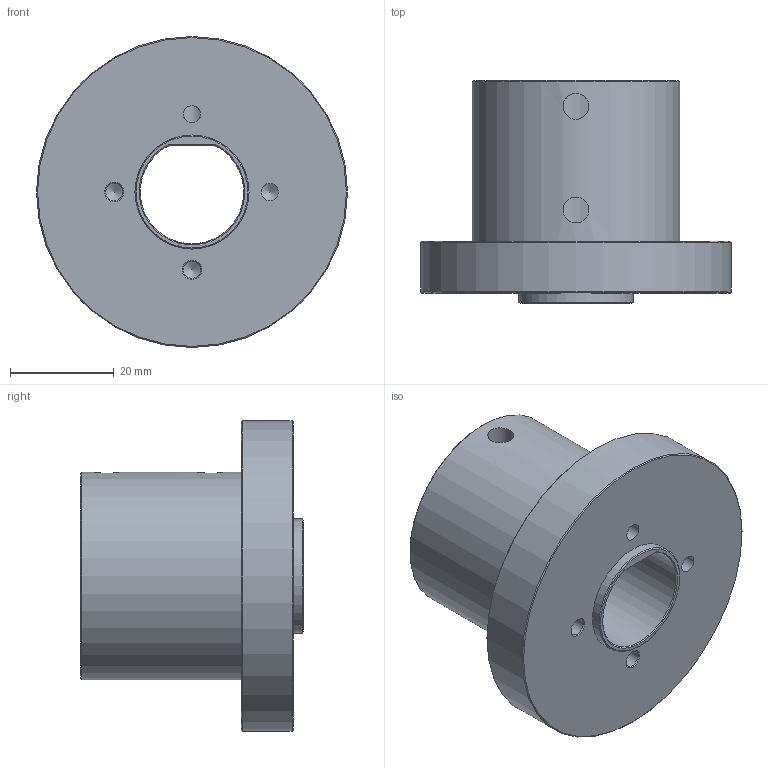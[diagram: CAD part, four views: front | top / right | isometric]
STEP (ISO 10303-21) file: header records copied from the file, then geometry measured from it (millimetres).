
FILE_DESCRIPTION(/* description */ ('SVAC-2020-207-523-01'),/* implementation_level */ '2;1');
FILE_NAME(/* name */ 'revised_挡板固定套.stp',/* time_stamp */ '2023-03-13T11:36:33+08:00',/* author */ ('41254'),/* organization */ (''),/* preprocessor_version */ 'ST-DEVELOPER v18.1',/* originating_system */ 'Autodesk Inventor 2022',/* authorisation */ '');
FILE_SCHEMA (('AUTOMOTIVE_DESIGN { 1 0 10303 214 3 1 1 }'));
Length unit declared in the file: millimetre
Products named in the file (1): revised_挡板固定套
Bounding box: 60 x 43 x 60 mm (x, y, z)
Volume: 53748.2 mm3; surface area: 14394.4 mm2
Topology: 1 solids, 1 shells, 28 faces, 68 edges, 42 vertices
Faces by surface type: cone 11, cylinder 10, plane 7
Full cylindrical faces by diameter (mm): 3.3 x4, 5 x2, 22 x1, 40 x1, 60 x1
Entity records: 954 total; most frequent: CARTESIAN_POINT 253, DIRECTION 138, ORIENTED_EDGE 130, EDGE_CURVE 65, AXIS2_PLACEMENT_3D 56, VERTEX_POINT 42, EDGE_LOOP 39, FACE_OUTER_BOUND 28
